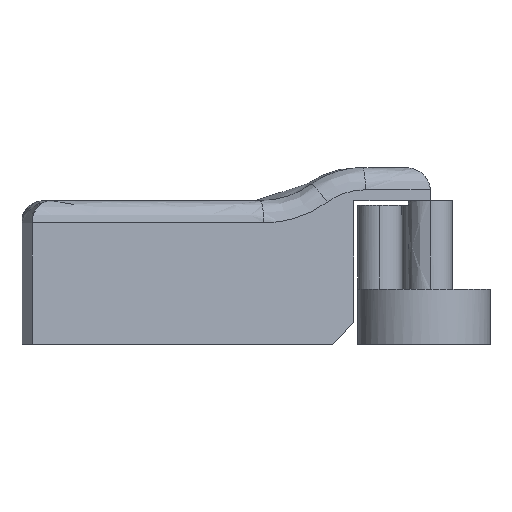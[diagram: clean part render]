
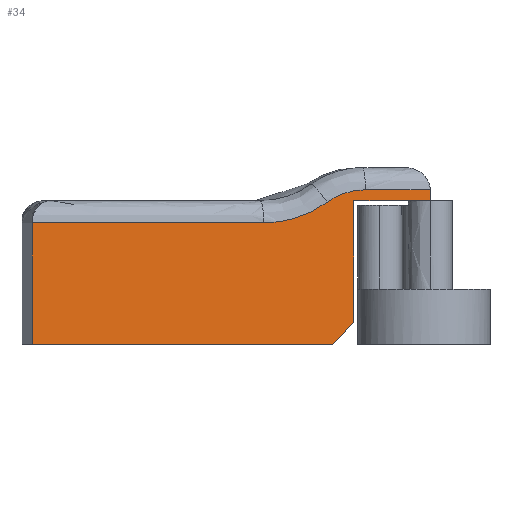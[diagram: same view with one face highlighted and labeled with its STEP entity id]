
A CAD part, left-side view. The second image highlights one B-rep face of the part: STEP entity #34.
In plain terms, the highlighted planar face has unit normal (-0.988, -0.156, 0).
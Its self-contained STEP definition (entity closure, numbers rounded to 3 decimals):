
#34=ADVANCED_FACE('',(#110),#1089,.T.);
#110=FACE_OUTER_BOUND('',#180,.T.);
#180=EDGE_LOOP('',(#272,#273,#274,#275,#276,#277,#278,#279,#280,#281));
#272=ORIENTED_EDGE('',*,*,#638,.T.);
#273=ORIENTED_EDGE('',*,*,#598,.T.);
#274=ORIENTED_EDGE('',*,*,#603,.T.);
#275=ORIENTED_EDGE('',*,*,#601,.T.);
#276=ORIENTED_EDGE('',*,*,#600,.F.);
#277=ORIENTED_EDGE('',*,*,#626,.T.);
#278=ORIENTED_EDGE('',*,*,#628,.T.);
#279=ORIENTED_EDGE('',*,*,#599,.F.);
#280=ORIENTED_EDGE('',*,*,#590,.T.);
#281=ORIENTED_EDGE('',*,*,#602,.T.);
#590=EDGE_CURVE('',#940,#937,#761,.T.);
#598=EDGE_CURVE('',#950,#947,#764,.T.);
#599=EDGE_CURVE('',#940,#952,#765,.T.);
#600=EDGE_CURVE('',#954,#951,#766,.T.);
#601=EDGE_CURVE('',#949,#951,#767,.T.);
#602=EDGE_CURVE('',#937,#935,#768,.T.);
#603=EDGE_CURVE('',#947,#949,#769,.T.);
#626=EDGE_CURVE('',#954,#953,#785,.T.);
#628=EDGE_CURVE('',#953,#952,#786,.T.);
#638=EDGE_CURVE('',#935,#950,#795,.T.);
#761=B_SPLINE_CURVE_WITH_KNOTS('',1,(#1744,#1745),.UNSPECIFIED.,.F.,.F.,
(2,2),(-11.,0.),.UNSPECIFIED.);
#764=B_SPLINE_CURVE_WITH_KNOTS('',1,(#1787,#1788),.UNSPECIFIED.,.F.,.F.,
(2,2),(0.,11.),.UNSPECIFIED.);
#765=B_SPLINE_CURVE_WITH_KNOTS('',1,(#1789,#1790),.UNSPECIFIED.,.F.,.F.,
(2,2),(0.,21.218),.UNSPECIFIED.);
#766=B_SPLINE_CURVE_WITH_KNOTS('',1,(#1791,#1792),.UNSPECIFIED.,.F.,.F.,
(2,2),(0.,5.949),.UNSPECIFIED.);
#767=B_SPLINE_CURVE_WITH_KNOTS('',1,(#1793,#1794),.UNSPECIFIED.,.F.,.F.,
(2,2),(0.,1.),.UNSPECIFIED.);
#768=B_SPLINE_CURVE_WITH_KNOTS('',1,(#1795,#1796),.UNSPECIFIED.,.F.,.F.,
(2,2),(0.,27.5),.UNSPECIFIED.);
#769=B_SPLINE_CURVE_WITH_KNOTS('',1,(#1797,#1798,#1799,#1800),
 .UNSPECIFIED.,.F.,.F.,(2,1,1,2),(0.,5.,5.5,
7.),.UNSPECIFIED.);
#785=B_SPLINE_CURVE_WITH_KNOTS('',3,(#1888,#1889,#1890,#1891),
 .UNSPECIFIED.,.F.,.F.,(4,4),(-0.374,0.),
 .UNSPECIFIED.);
#786=B_SPLINE_CURVE_WITH_KNOTS('',3,(#1895,#1896,#1897,#1898),
 .UNSPECIFIED.,.F.,.F.,(4,4),(-0.623,0.),
 .UNSPECIFIED.);
#795=B_SPLINE_CURVE_WITH_KNOTS('',1,(#1926,#1927),.UNSPECIFIED.,.F.,.F.,
(2,2),(-2.828,0.),.UNSPECIFIED.);
#935=VERTEX_POINT('',#1700);
#937=VERTEX_POINT('',#1702);
#940=VERTEX_POINT('',#1705);
#947=VERTEX_POINT('',#1712);
#949=VERTEX_POINT('',#1714);
#950=VERTEX_POINT('',#1715);
#951=VERTEX_POINT('',#1716);
#952=VERTEX_POINT('',#1717);
#953=VERTEX_POINT('',#1718);
#954=VERTEX_POINT('',#1719);
#1089=PLANE('',#1134);
#1134=AXIS2_PLACEMENT_3D('',#1221,#1163,$);
#1163=DIRECTION('',(-0.988,-0.156,0.));
#1221=CARTESIAN_POINT('',(-1711.815,46.775,-1.52));
#1700=CARTESIAN_POINT('',(-1706.921,15.872,0.));
#1702=CARTESIAN_POINT('',(-1711.223,43.034,0.));
#1705=CARTESIAN_POINT('',(-1711.223,43.034,11.));
#1712=CARTESIAN_POINT('',(-1706.608,13.897,13.));
#1714=CARTESIAN_POINT('',(-1705.513,6.983,13.));
#1715=CARTESIAN_POINT('',(-1706.608,13.897,2.));
#1716=CARTESIAN_POINT('',(-1705.513,6.983,14.));
#1717=CARTESIAN_POINT('',(-1707.903,22.077,11.));
#1718=CARTESIAN_POINT('',(-1706.991,16.316,12.875));
#1719=CARTESIAN_POINT('',(-1706.443,12.859,14.));
#1744=CARTESIAN_POINT('',(-1711.223,43.034,11.));
#1745=CARTESIAN_POINT('',(-1711.223,43.034,0.));
#1787=CARTESIAN_POINT('',(-1706.608,13.897,2.));
#1788=CARTESIAN_POINT('',(-1706.608,13.897,13.));
#1789=CARTESIAN_POINT('',(-1711.223,43.034,11.));
#1790=CARTESIAN_POINT('',(-1707.903,22.077,11.));
#1791=CARTESIAN_POINT('',(-1706.443,12.859,14.));
#1792=CARTESIAN_POINT('',(-1705.513,6.983,14.));
#1793=CARTESIAN_POINT('',(-1705.513,6.983,13.));
#1794=CARTESIAN_POINT('',(-1705.513,6.983,14.));
#1795=CARTESIAN_POINT('',(-1711.223,43.034,0.));
#1796=CARTESIAN_POINT('',(-1706.921,15.872,0.));
#1797=CARTESIAN_POINT('',(-1706.608,13.897,13.));
#1798=CARTESIAN_POINT('',(-1705.826,8.959,13.));
#1799=CARTESIAN_POINT('',(-1705.747,8.465,13.));
#1800=CARTESIAN_POINT('',(-1705.513,6.983,13.));
#1888=CARTESIAN_POINT('',(-1706.443,12.859,14.));
#1889=CARTESIAN_POINT('',(-1706.638,14.089,14.));
#1890=CARTESIAN_POINT('',(-1706.833,15.317,13.601));
#1891=CARTESIAN_POINT('',(-1706.991,16.316,12.875));
#1895=CARTESIAN_POINT('',(-1706.991,16.316,12.875));
#1896=CARTESIAN_POINT('',(-1707.255,17.982,11.666));
#1897=CARTESIAN_POINT('',(-1707.579,20.027,11.));
#1898=CARTESIAN_POINT('',(-1707.903,22.077,11.));
#1926=CARTESIAN_POINT('',(-1706.921,15.872,0.));
#1927=CARTESIAN_POINT('',(-1706.608,13.897,2.));
